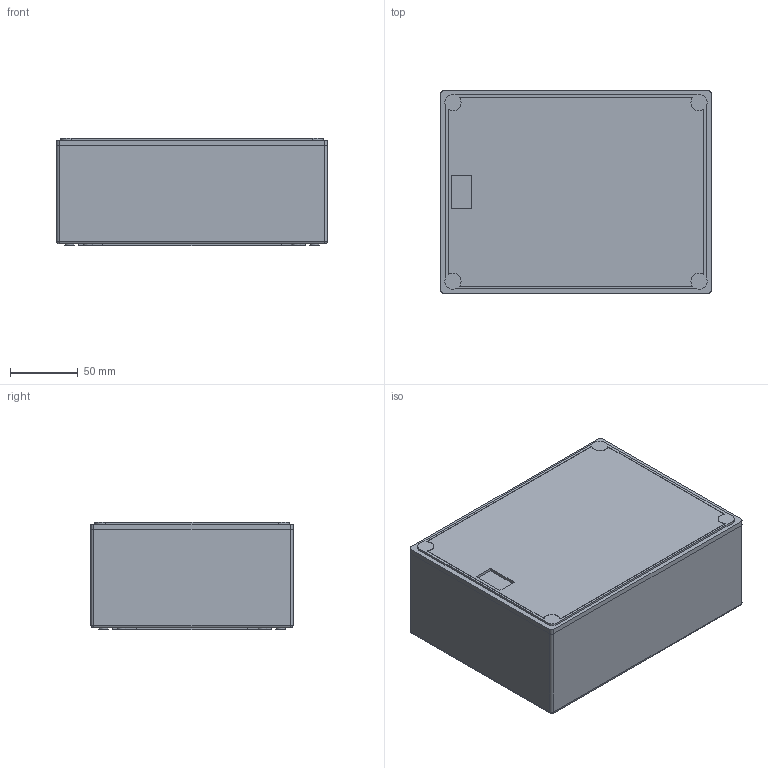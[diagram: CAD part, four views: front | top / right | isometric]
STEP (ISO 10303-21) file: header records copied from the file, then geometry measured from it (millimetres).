
FILE_DESCRIPTION((''),'2;1');
FILE_NAME('GW42003_ASM','2021-07-16T10:31:21',('User'),('Axiro Italia'),'CREO PARAMETRIC BY PTC INC, 2020354','CREO PARAMETRIC BY PTC INC, 2020354','');
FILE_SCHEMA(('CONFIG_CONTROL_DESIGN'));
Length unit declared in the file: millimetre
Products named in the file (3): GW42003_SCATOLA_OR_RED; GW42001_COPERCHIO_OR_RED; GW42003_ASM
Assembly tree (2 placements, depth 2):
  GW42003_ASM
    GW42003_SCATOLA_OR_RED
    GW42001_COPERCHIO_OR_RED
Bounding box: 200 x 149.5 x 79.75 mm (x, y, z)
Volume: 410563.1 mm3; surface area: 249614.6 mm2
Topology: 2 solids, 2 shells, 479 faces, 1236 edges, 820 vertices
Faces by surface type: plane 343, cone 68, cylinder 64, sphere 4
Entity records: 14606 total; most frequent: CARTESIAN_POINT 2540, ORIENTED_EDGE 2472, DIRECTION 2468, EDGE_CURVE 1236, VECTOR 972, LINE 972, VERTEX_POINT 820, AXIS2_PLACEMENT_3D 748
